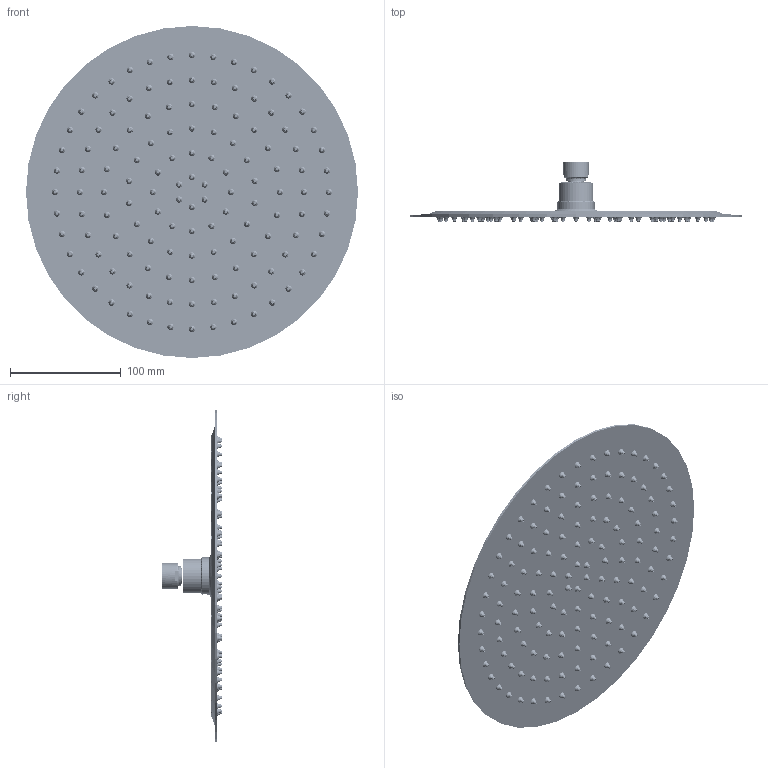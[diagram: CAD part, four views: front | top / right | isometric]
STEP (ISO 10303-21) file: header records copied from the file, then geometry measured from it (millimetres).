
FILE_DESCRIPTION (( 'STEP AP203' ), '1' );
FILE_NAME ('99ZP07297.STEP', '2025-09-19T09:33:03', ( '' ), ( '' ), 'SwSTEP 2.0', 'SolidWorks 2021', '' );
FILE_SCHEMA (( 'CONFIG_CONTROL_DESIGN' ));
Products named in the file (1): 99ZP07297
Bounding box: 300 x 54.05 x 300 mm (x, y, z)
Surface area: 425907.3 mm2 (no closed solid volume)
Topology: 0 solids, 9 shells, 2448 faces, 5798 edges, 3920 vertices
Faces by surface type: bspline 899, plane 680, cylinder 579, cone 290
Full cylindrical faces by diameter (mm): 1.2 x132, 3.3 x1, 4 x265, 5.8 x132, 7 x1, 14 x1, 18 x1, 18.1 x1, 19.1 x4, 21.3 x1, 23 x1, 23.5 x1, 26.3 x1, 26.7 x7, 29 x1, 30.5 x1, 33.5 x1, 36 x1, 42 x1, 253 x1, 258 x1, 265 x1, 300 x2
Entity records: 98544 total; most frequent: CARTESIAN_POINT 54289, DIRECTION 7786, ORIENTED_EDGE 7470, EDGE_LOOP 5007, EDGE_CURVE 3737, FACE_OUTER_BOUND 3648, AXIS2_PLACEMENT_3D 3632, VERTEX_POINT 3352
